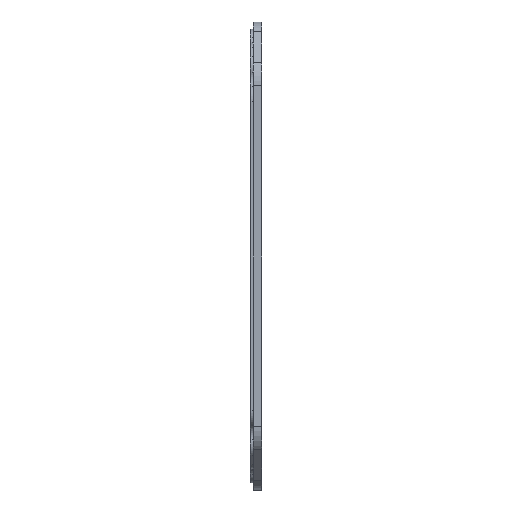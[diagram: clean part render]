
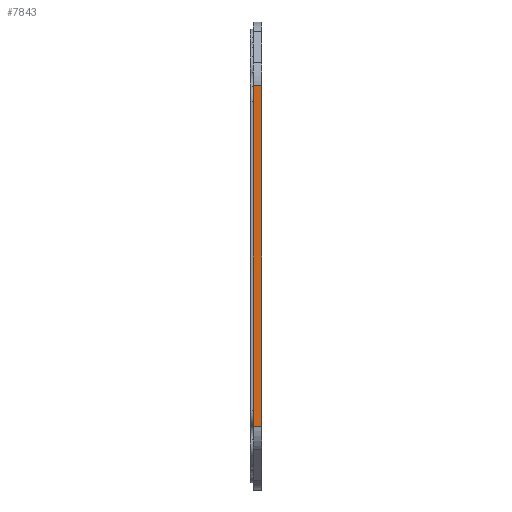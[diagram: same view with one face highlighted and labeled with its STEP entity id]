
A CAD part, left-side view. The second image highlights one B-rep face of the part: STEP entity #7843.
In plain terms, the highlighted planar face has unit normal (-1, 0, 0).
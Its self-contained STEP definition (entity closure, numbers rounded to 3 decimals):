
#866=FACE_OUTER_BOUND('',#1389,.T.);
#1389=EDGE_LOOP('',(#7221,#7222,#7223,#7224));
#1396=LINE('',#11515,#1973);
#1651=LINE('',#12667,#2228);
#1729=LINE('',#12872,#2306);
#1966=LINE('',#13853,#2543);
#1973=VECTOR('',#8897,10.);
#2228=VECTOR('',#10068,10.);
#2306=VECTOR('',#10262,10.);
#2543=VECTOR('',#11485,10.);
#3087=VERTEX_POINT('',#11512);
#3088=VERTEX_POINT('',#11514);
#3475=VERTEX_POINT('',#12666);
#3544=VERTEX_POINT('',#12870);
#3807=EDGE_CURVE('',#3087,#3088,#1396,.T.);
#4338=EDGE_CURVE('',#3475,#3087,#1651,.T.);
#4443=EDGE_CURVE('',#3544,#3475,#1729,.T.);
#4938=EDGE_CURVE('',#3088,#3544,#1966,.T.);
#7221=ORIENTED_EDGE('',*,*,#4938,.F.);
#7222=ORIENTED_EDGE('',*,*,#3807,.F.);
#7223=ORIENTED_EDGE('',*,*,#4338,.F.);
#7224=ORIENTED_EDGE('',*,*,#4443,.F.);
#7386=PLANE('',#8874);
#7843=ADVANCED_FACE('',(#866),#7386,.T.);
#8874=AXIS2_PLACEMENT_3D('',#13854,#11486,#11487);
#8897=DIRECTION('',(0.,0.,1.));
#10068=DIRECTION('',(0.,1.,0.));
#10262=DIRECTION('',(0.,0.,-1.));
#11485=DIRECTION('',(0.,-1.,0.));
#11486=DIRECTION('center_axis',(-1.,0.,0.));
#11487=DIRECTION('ref_axis',(0.,0.,-1.));
#11512=CARTESIAN_POINT('',(-140.,5.,-16.716));
#11514=CARTESIAN_POINT('',(-140.,5.,186.716));
#11515=CARTESIAN_POINT('',(-140.,5.,-55.));
#12666=CARTESIAN_POINT('',(-140.,0.,-16.716));
#12667=CARTESIAN_POINT('',(-140.,5.,-16.716));
#12870=CARTESIAN_POINT('',(-140.,0.,186.716));
#12872=CARTESIAN_POINT('',(-140.,0.,155.));
#13853=CARTESIAN_POINT('',(-140.,5.,186.716));
#13854=CARTESIAN_POINT('Origin',(-140.,5.,225.));
